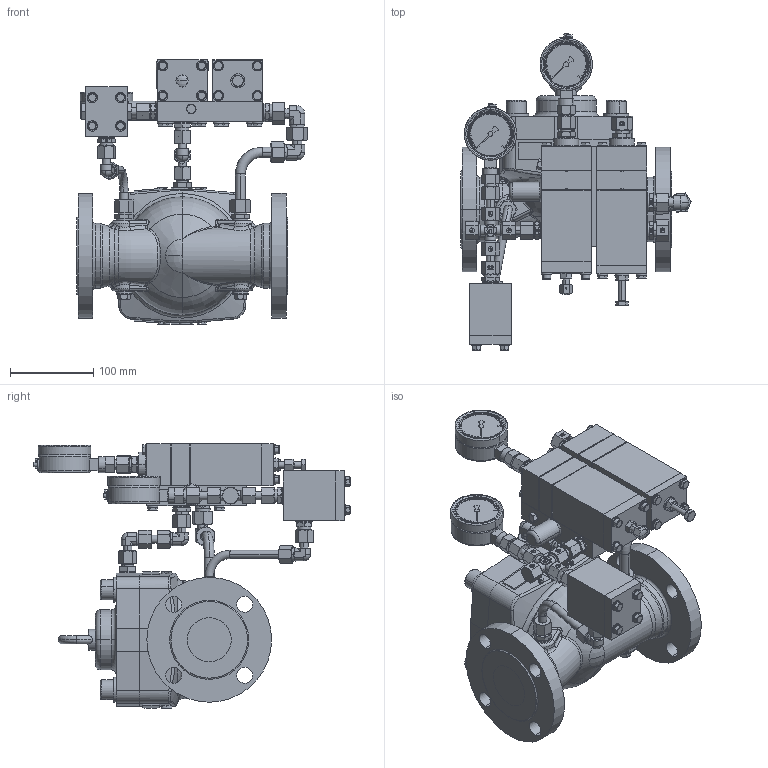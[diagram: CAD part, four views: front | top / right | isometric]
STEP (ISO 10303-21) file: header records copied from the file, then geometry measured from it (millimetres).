
FILE_DESCRIPTION (( 'STEP AP214' ), '1' );
FILE_NAME ('HON5020_DN50_class150_HON630.STEP', '2020-03-16T06:53:54', ( '' ), ( '' ), 'SwSTEP 2.0', 'SolidWorks 2017', '' );
FILE_SCHEMA (( 'AUTOMOTIVE_DESIGN' ));
Length unit declared in the file: millimetre
Products named in the file (1): HON5020_DN50_class150_HON630
Bounding box: 277.61 x 380 x 317.4 mm (x, y, z)
Volume: 5795212 mm3; surface area: 578509.6 mm2
Topology: 116 solids, 116 shells, 3490 faces, 7741 edges, 4666 vertices
Faces by surface type: plane 1486, cone 845, cylinder 625, bspline 332, torus 178, sphere 24
Entity records: 120713 total; most frequent: CARTESIAN_POINT 37965, ORIENTED_EDGE 15442, DIRECTION 14693, EDGE_CURVE 7721, AXIS2_PLACEMENT_3D 5813, VERTEX_POINT 4666, EDGE_LOOP 3711, ADVANCED_FACE 3490
